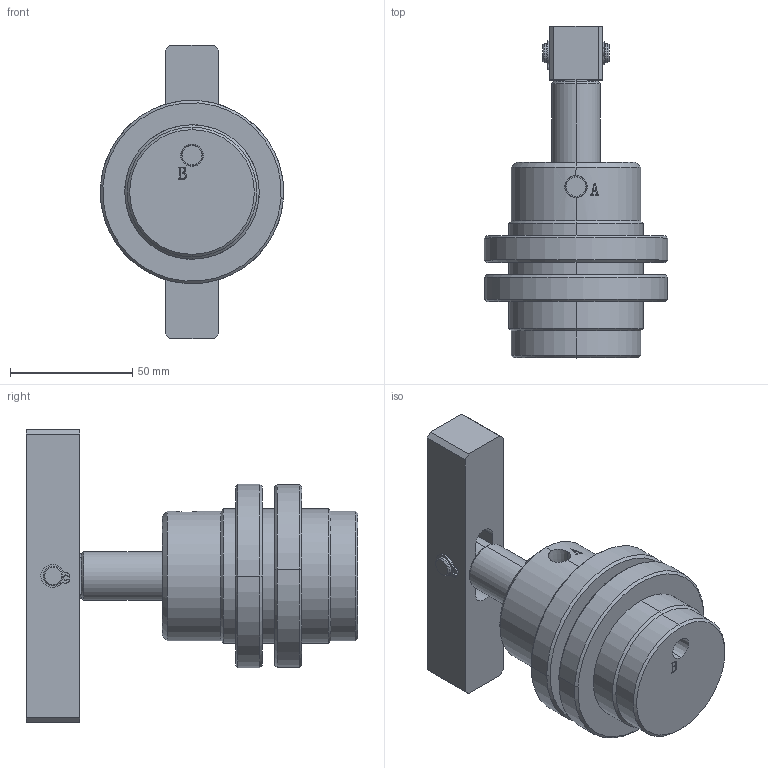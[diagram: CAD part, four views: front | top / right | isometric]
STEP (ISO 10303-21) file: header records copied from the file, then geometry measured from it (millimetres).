
FILE_DESCRIPTION (( 'STEP AP203' ), '1' );
FILE_NAME ('HNTSD-40.STEP', '2019-10-07T01:35:18', ( '微软用户' ), ( '微软中国' ), 'SwSTEP 2.0', 'SolidWorks 2012', '' );
FILE_SCHEMA (( 'CONFIG_CONTROL_DESIGN' ));
Length unit declared in the file: millimetre
Products named in the file (7): HNTSD-40; circlips for shaft--type a small gb_GB_CONNECTING_PIECE_RING_RRA 8; HNTSD-40种; HNSD-40揤旋; HNTSD-40蹟譫; HNSD-40活塞杆; HNTS-40掛极
Assembly tree (8 placements, depth 2):
  HNTSD-40
    HNTS-40掛极
    HNSD-40活塞杆
    HNTSD-40蹟譫  x2
    HNSD-40揤旋
    HNTSD-40种
    circlips for shaft--type a small gb_GB_CONNECTING_PIECE_RING_RRA 8  x2
Bounding box: 75 x 135.6 x 120 mm (x, y, z)
Volume: 255435.3 mm3; surface area: 66118.3 mm2
Topology: 8 solids, 8 shells, 221 faces, 526 edges, 336 vertices
Faces by surface type: plane 85, cylinder 79, cone 37, bspline 16, torus 4
Entity records: 7175 total; most frequent: CARTESIAN_POINT 2023, DIRECTION 925, ORIENTED_EDGE 890, EDGE_CURVE 445, AXIS2_PLACEMENT_3D 353, VERTEX_POINT 284, VECTOR 219, LINE 219
